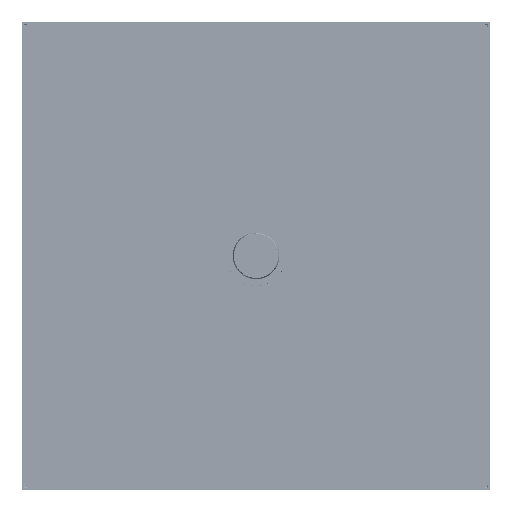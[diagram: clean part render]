
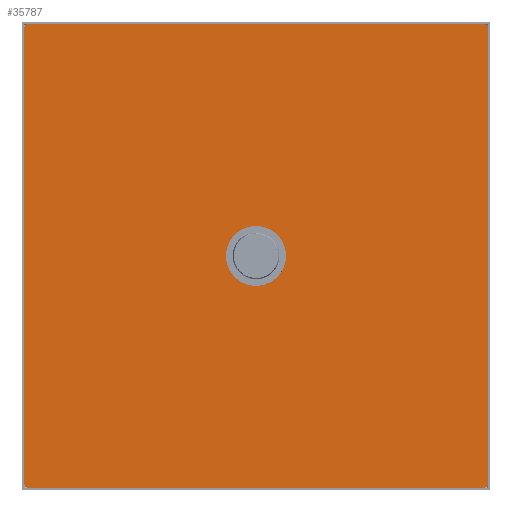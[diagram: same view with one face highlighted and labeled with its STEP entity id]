
A CAD part, top view. The second image highlights one B-rep face of the part: STEP entity #35787.
In plain terms, the highlighted planar face has unit normal (0, 0, 1).
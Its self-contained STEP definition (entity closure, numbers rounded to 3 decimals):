
#3262=FACE_BOUND('',#12187,.T.);
#6675=CIRCLE('',#41449,1.5);
#6676=CIRCLE('',#41452,1.5);
#6677=CIRCLE('',#41455,1.5);
#6678=CIRCLE('',#41458,1.5);
#6679=CIRCLE('',#41461,10.1);
#6680=CIRCLE('',#41462,10.1);
#8867=FACE_OUTER_BOUND('',#12186,.T.);
#12186=EDGE_LOOP('',(#32906,#32907,#32908,#32909,#32910,#32911,#32912,#32913));
#12187=EDGE_LOOP('',(#32914,#32915,#32916,#32917));
#13696=LINE('',#64655,#15211);
#13699=LINE('',#64663,#15214);
#13702=LINE('',#64671,#15217);
#13705=LINE('',#64678,#15220);
#13706=LINE('',#64682,#15221);
#13707=LINE('',#64686,#15222);
#15211=VECTOR('',#54153,244.4);
#15214=VECTOR('',#54162,244.4);
#15217=VECTOR('',#54171,244.4);
#15220=VECTOR('',#54180,244.4);
#15221=VECTOR('',#54183,8.764);
#15222=VECTOR('',#54186,8.764);
#18511=VERTEX_POINT('',#64648);
#18512=VERTEX_POINT('',#64650);
#18513=VERTEX_POINT('',#64654);
#18514=VERTEX_POINT('',#64658);
#18515=VERTEX_POINT('',#64662);
#18516=VERTEX_POINT('',#64666);
#18517=VERTEX_POINT('',#64670);
#18518=VERTEX_POINT('',#64674);
#18519=VERTEX_POINT('',#64680);
#18520=VERTEX_POINT('',#64681);
#18521=VERTEX_POINT('',#64683);
#18522=VERTEX_POINT('',#64685);
#23450=EDGE_CURVE('',#18512,#18511,#6675,.T.);
#23452=EDGE_CURVE('',#18513,#18512,#13696,.T.);
#23454=EDGE_CURVE('',#18514,#18513,#6676,.T.);
#23456=EDGE_CURVE('',#18515,#18514,#13699,.T.);
#23458=EDGE_CURVE('',#18516,#18515,#6677,.T.);
#23460=EDGE_CURVE('',#18517,#18516,#13702,.T.);
#23462=EDGE_CURVE('',#18518,#18517,#6678,.T.);
#23464=EDGE_CURVE('',#18511,#18518,#13705,.T.);
#23465=EDGE_CURVE('',#18519,#18520,#13706,.T.);
#23466=EDGE_CURVE('',#18521,#18519,#6679,.T.);
#23467=EDGE_CURVE('',#18522,#18521,#13707,.T.);
#23468=EDGE_CURVE('',#18520,#18522,#6680,.T.);
#32906=ORIENTED_EDGE('',*,*,#23450,.T.);
#32907=ORIENTED_EDGE('',*,*,#23464,.T.);
#32908=ORIENTED_EDGE('',*,*,#23462,.T.);
#32909=ORIENTED_EDGE('',*,*,#23460,.T.);
#32910=ORIENTED_EDGE('',*,*,#23458,.T.);
#32911=ORIENTED_EDGE('',*,*,#23456,.T.);
#32912=ORIENTED_EDGE('',*,*,#23454,.T.);
#32913=ORIENTED_EDGE('',*,*,#23452,.T.);
#32914=ORIENTED_EDGE('',*,*,#23465,.F.);
#32915=ORIENTED_EDGE('',*,*,#23466,.F.);
#32916=ORIENTED_EDGE('',*,*,#23467,.F.);
#32917=ORIENTED_EDGE('',*,*,#23468,.F.);
#33612=PLANE('',#41460);
#35787=ADVANCED_FACE('',(#8867,#3262),#33612,.T.);
#41449=AXIS2_PLACEMENT_3D('',#64651,#54148,#54149);
#41452=AXIS2_PLACEMENT_3D('',#64659,#54157,#54158);
#41455=AXIS2_PLACEMENT_3D('',#64667,#54166,#54167);
#41458=AXIS2_PLACEMENT_3D('',#64675,#54175,#54176);
#41460=AXIS2_PLACEMENT_3D('',#64679,#54181,#54182);
#41461=AXIS2_PLACEMENT_3D('',#64684,#54184,#54185);
#41462=AXIS2_PLACEMENT_3D('',#64687,#54187,#54188);
#54148=DIRECTION('center_axis',(0.,0.,1.));
#54149=DIRECTION('ref_axis',(0.,-1.,0.));
#54153=DIRECTION('',(1.,0.,0.));
#54157=DIRECTION('center_axis',(0.,0.,1.));
#54158=DIRECTION('ref_axis',(-1.,0.,0.));
#54162=DIRECTION('',(0.,-1.,0.));
#54166=DIRECTION('center_axis',(0.,0.,1.));
#54167=DIRECTION('ref_axis',(0.,1.,0.));
#54171=DIRECTION('',(-1.,0.,0.));
#54175=DIRECTION('center_axis',(0.,0.,1.));
#54176=DIRECTION('ref_axis',(1.,0.,0.));
#54180=DIRECTION('',(0.,1.,0.));
#54181=DIRECTION('center_axis',(0.,0.,1.));
#54182=DIRECTION('ref_axis',(1.,0.,0.));
#54183=DIRECTION('',(0.,1.,0.));
#54184=DIRECTION('center_axis',(0.,0.,1.));
#54185=DIRECTION('ref_axis',(-0.901,-0.434,0.));
#54186=DIRECTION('',(0.,-1.,0.));
#54187=DIRECTION('center_axis',(0.,0.,1.));
#54188=DIRECTION('ref_axis',(0.901,0.434,0.));
#64648=CARTESIAN_POINT('',(123.7,-238.566,15.834));
#64650=CARTESIAN_POINT('',(122.2,-240.066,15.834));
#64651=CARTESIAN_POINT('Origin',(122.2,-238.566,15.834));
#64654=CARTESIAN_POINT('',(-122.2,-240.066,15.834));
#64655=CARTESIAN_POINT('',(-122.2,-240.066,15.834));
#64658=CARTESIAN_POINT('',(-123.7,-238.566,15.834));
#64659=CARTESIAN_POINT('Origin',(-122.2,-238.566,15.834));
#64662=CARTESIAN_POINT('',(-123.7,5.834,15.834));
#64663=CARTESIAN_POINT('',(-123.7,5.834,15.834));
#64666=CARTESIAN_POINT('',(-122.2,7.334,15.834));
#64667=CARTESIAN_POINT('Origin',(-122.2,5.834,15.834));
#64670=CARTESIAN_POINT('',(122.2,7.334,15.834));
#64671=CARTESIAN_POINT('',(122.2,7.334,15.834));
#64674=CARTESIAN_POINT('',(123.7,5.834,15.834));
#64675=CARTESIAN_POINT('Origin',(122.2,5.834,15.834));
#64678=CARTESIAN_POINT('',(123.7,-238.566,15.834));
#64679=CARTESIAN_POINT('Origin',(0.,-116.366,15.834));
#64680=CARTESIAN_POINT('',(9.1,-120.748,15.834));
#64681=CARTESIAN_POINT('',(9.1,-111.984,15.834));
#64682=CARTESIAN_POINT('',(9.1,-120.748,15.834));
#64683=CARTESIAN_POINT('',(-9.1,-120.748,15.834));
#64684=CARTESIAN_POINT('Origin',(0.,-116.366,15.834));
#64685=CARTESIAN_POINT('',(-9.1,-111.984,15.834));
#64686=CARTESIAN_POINT('',(-9.1,-111.984,15.834));
#64687=CARTESIAN_POINT('Origin',(0.,-116.366,15.834));
